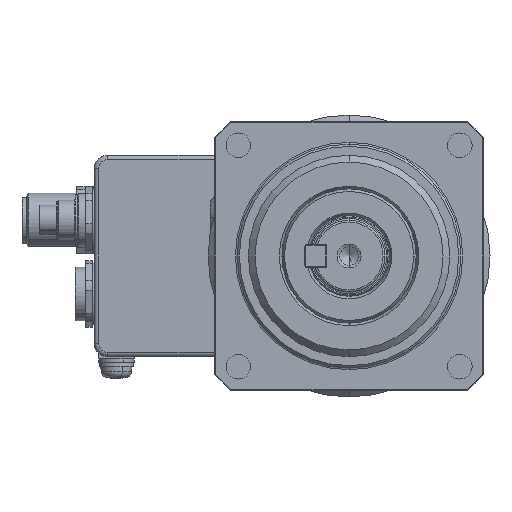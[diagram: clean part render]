
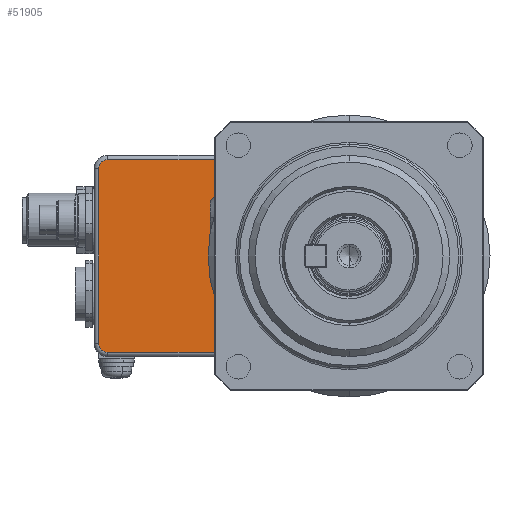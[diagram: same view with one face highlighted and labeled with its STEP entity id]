
A CAD part, left-side view. The second image highlights one B-rep face of the part: STEP entity #51905.
In plain terms, the highlighted planar face has unit normal (-1, 0, 0).
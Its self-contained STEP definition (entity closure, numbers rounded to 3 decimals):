
#162 = PLANE ( 'NONE',  #5424 ) ;
#2197 = CARTESIAN_POINT ( 'NONE',  ( -47., 57.5, -50. ) ) ;
#5424 = AXIS2_PLACEMENT_3D ( 'NONE', #126997, #73625, #29899 ) ;
#8350 = VERTEX_POINT ( 'NONE', #83885 ) ;
#12270 = VERTEX_POINT ( 'NONE', #116182 ) ;
#13880 = EDGE_CURVE ( 'NONE', #8350, #78109, #28719, .T. ) ;
#15966 = CARTESIAN_POINT ( 'NONE',  ( -47., 82.5, -7. ) ) ;
#18977 = ORIENTED_EDGE ( 'NONE', *, *, #86455, .T. ) ;
#22229 = VERTEX_POINT ( 'NONE', #2197 ) ;
#24882 = CARTESIAN_POINT ( 'NONE',  ( -47., 84.5, -48. ) ) ;
#26933 = CARTESIAN_POINT ( 'NONE',  ( -47., 82.5, -9. ) ) ;
#28719 = LINE ( 'NONE', #124307, #85291 ) ;
#29899 = DIRECTION ( 'NONE',  ( 0., 0., -1. ) ) ;
#31029 = CIRCLE ( 'NONE', #76620, 2. ) ;
#33320 = CARTESIAN_POINT ( 'NONE',  ( -47., 82.5, -50. ) ) ;
#35696 = VERTEX_POINT ( 'NONE', #33320 ) ;
#35790 = AXIS2_PLACEMENT_3D ( 'NONE', #26933, #100810, #101281 ) ;
#40333 = CARTESIAN_POINT ( 'NONE',  ( -47., 0., -50. ) ) ;
#41978 = ORIENTED_EDGE ( 'NONE', *, *, #112979, .T. ) ;
#51404 = DIRECTION ( 'NONE',  ( 0., 0., -1. ) ) ;
#51905 = ADVANCED_FACE ( 'NONE', ( #75513 ), #162, .F. ) ;
#55557 = ORIENTED_EDGE ( 'NONE', *, *, #13880, .T. ) ;
#58054 = CARTESIAN_POINT ( 'NONE',  ( -47., 82.5, -7. ) ) ;
#61736 = VECTOR ( 'NONE', #112339, 1000. ) ;
#65469 = EDGE_CURVE ( 'NONE', #12270, #22229, #98950, .T. ) ;
#65623 = CARTESIAN_POINT ( 'NONE',  ( -47., 82.5, -48. ) ) ;
#68046 = ORIENTED_EDGE ( 'NONE', *, *, #65469, .F. ) ;
#68329 = LINE ( 'NONE', #58054, #61736 ) ;
#69378 = CARTESIAN_POINT ( 'NONE',  ( -47., 57.5, 0. ) ) ;
#70799 = VECTOR ( 'NONE', #101846, 1000. ) ;
#73625 = DIRECTION ( 'NONE',  ( 1., 0., 0. ) ) ;
#75513 = FACE_OUTER_BOUND ( 'NONE', #129940, .T. ) ;
#76620 = AXIS2_PLACEMENT_3D ( 'NONE', #65623, #119897, #119450 ) ;
#78109 = VERTEX_POINT ( 'NONE', #24882 ) ;
#83867 = EDGE_CURVE ( 'NONE', #121559, #8350, #101874, .T. ) ;
#83885 = CARTESIAN_POINT ( 'NONE',  ( -47., 84.5, -9. ) ) ;
#85291 = VECTOR ( 'NONE', #51404, 1000. ) ;
#86455 = EDGE_CURVE ( 'NONE', #12270, #121559, #68329, .T. ) ;
#94243 = DIRECTION ( 'NONE',  ( 0., -1., 0. ) ) ;
#98950 = LINE ( 'NONE', #69378, #70799 ) ;
#100810 = DIRECTION ( 'NONE',  ( -1., 0., 0. ) ) ;
#101281 = DIRECTION ( 'NONE',  ( 0., 0., -1. ) ) ;
#101846 = DIRECTION ( 'NONE',  ( 0., 0., -1. ) ) ;
#101874 = CIRCLE ( 'NONE', #35790, 2. ) ;
#104847 = VECTOR ( 'NONE', #94243, 1000. ) ;
#108254 = EDGE_CURVE ( 'NONE', #78109, #35696, #31029, .T. ) ;
#109883 = LINE ( 'NONE', #40333, #104847 ) ;
#112339 = DIRECTION ( 'NONE',  ( 0., 1., 0. ) ) ;
#112979 = EDGE_CURVE ( 'NONE', #35696, #22229, #109883, .T. ) ;
#116182 = CARTESIAN_POINT ( 'NONE',  ( -47., 57.5, -7. ) ) ;
#119450 = DIRECTION ( 'NONE',  ( 0., 0., -1. ) ) ;
#119897 = DIRECTION ( 'NONE',  ( -1., 0., 0. ) ) ;
#120236 = ORIENTED_EDGE ( 'NONE', *, *, #108254, .T. ) ;
#121559 = VERTEX_POINT ( 'NONE', #15966 ) ;
#124307 = CARTESIAN_POINT ( 'NONE',  ( -47., 84.5, 0. ) ) ;
#126450 = ORIENTED_EDGE ( 'NONE', *, *, #83867, .T. ) ;
#126997 = CARTESIAN_POINT ( 'NONE',  ( -47., 0., 0. ) ) ;
#129940 = EDGE_LOOP ( 'NONE', ( #120236, #41978, #68046, #18977, #126450, #55557 ) ) ;
